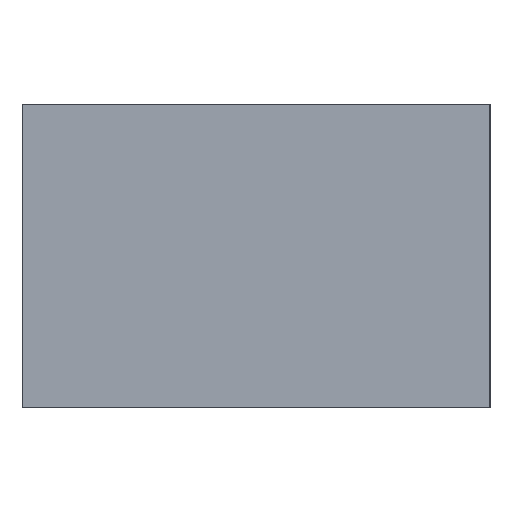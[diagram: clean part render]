
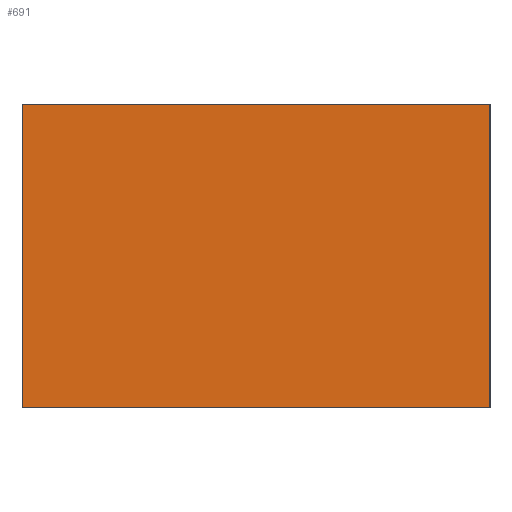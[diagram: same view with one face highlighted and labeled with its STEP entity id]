
A CAD part, left-side view. The second image highlights one B-rep face of the part: STEP entity #691.
In plain terms, the highlighted planar face has unit normal (-1, 0, 0).
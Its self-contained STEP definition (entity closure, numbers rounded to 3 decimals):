
#76=LINE('',#1223,#124);
#77=LINE('',#1226,#125);
#78=LINE('',#1228,#126);
#79=LINE('',#1229,#127);
#124=VECTOR('',#1025,10.);
#125=VECTOR('',#1028,10.);
#126=VECTOR('',#1029,10.);
#127=VECTOR('',#1030,10.);
#204=FACE_OUTER_BOUND('',#253,.T.);
#253=EDGE_LOOP('',(#609,#610,#611,#612));
#356=VERTEX_POINT('',#1219);
#357=VERTEX_POINT('',#1221);
#358=VERTEX_POINT('',#1225);
#359=VERTEX_POINT('',#1227);
#445=EDGE_CURVE('',#356,#357,#76,.T.);
#446=EDGE_CURVE('',#358,#356,#77,.T.);
#447=EDGE_CURVE('',#359,#357,#78,.T.);
#448=EDGE_CURVE('',#358,#359,#79,.T.);
#609=ORIENTED_EDGE('',*,*,#446,.T.);
#610=ORIENTED_EDGE('',*,*,#445,.T.);
#611=ORIENTED_EDGE('',*,*,#447,.F.);
#612=ORIENTED_EDGE('',*,*,#448,.F.);
#642=PLANE('',#798);
#691=ADVANCED_FACE('',(#204),#642,.T.);
#798=AXIS2_PLACEMENT_3D('',#1224,#1026,#1027);
#1025=DIRECTION('',(0.,0.,-1.));
#1026=DIRECTION('center_axis',(-1.,0.,0.));
#1027=DIRECTION('ref_axis',(0.,1.,0.));
#1028=DIRECTION('',(0.,1.,0.));
#1029=DIRECTION('',(0.,1.,0.));
#1030=DIRECTION('',(0.,0.,-1.));
#1219=CARTESIAN_POINT('',(-174.527,301.144,23.13));
#1221=CARTESIAN_POINT('',(-174.527,301.144,-3.87));
#1223=CARTESIAN_POINT('',(-174.527,301.144,23.13));
#1224=CARTESIAN_POINT('Origin',(-174.527,259.576,23.13));
#1225=CARTESIAN_POINT('',(-174.527,259.576,23.13));
#1226=CARTESIAN_POINT('',(-174.527,259.576,23.13));
#1227=CARTESIAN_POINT('',(-174.527,259.576,-3.87));
#1228=CARTESIAN_POINT('',(-174.527,259.576,-3.87));
#1229=CARTESIAN_POINT('',(-174.527,259.576,23.13));
